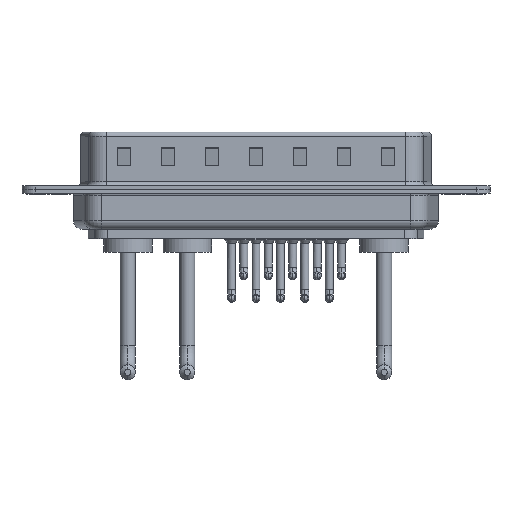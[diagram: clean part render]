
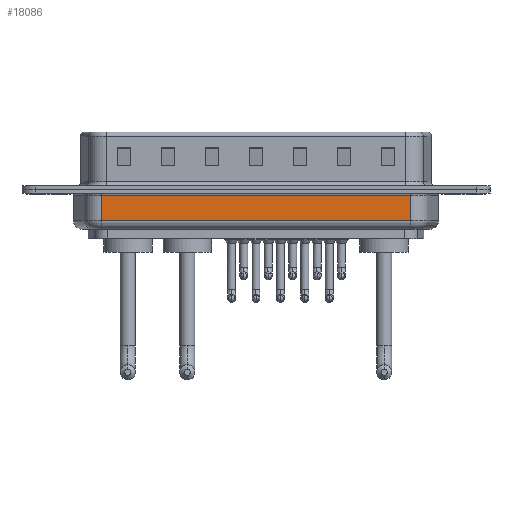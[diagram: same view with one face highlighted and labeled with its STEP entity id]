
A CAD part, front view. The second image highlights one B-rep face of the part: STEP entity #18086.
In plain terms, the highlighted planar face has unit normal (0, -1, 0).
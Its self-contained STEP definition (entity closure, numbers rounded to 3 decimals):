
#297 = DIRECTION ( 'NONE',  ( 0., 0., 1. ) ) ;
#796 = VECTOR ( 'NONE', #297, 1000. ) ;
#1299 = CARTESIAN_POINT ( 'NONE',  ( 6.006, -5.35, -3.5 ) ) ;
#3048 = EDGE_CURVE ( 'NONE', #6484, #19624, #11575, .T. ) ;
#3565 = CARTESIAN_POINT ( 'NONE',  ( 6.006, -5.35, -0.65 ) ) ;
#4132 = CARTESIAN_POINT ( 'NONE',  ( 6.006, -5.35, -4.5 ) ) ;
#4331 = VERTEX_POINT ( 'NONE', #15140 ) ;
#6484 = VERTEX_POINT ( 'NONE', #19226 ) ;
#7290 = EDGE_LOOP ( 'NONE', ( #20360, #14809, #16427, #18804 ) ) ;
#7417 = DIRECTION ( 'NONE',  ( 0., 1., 0. ) ) ;
#7473 = CARTESIAN_POINT ( 'NONE',  ( 6.006, -5.35, -3.5 ) ) ;
#7949 = LINE ( 'NONE', #14871, #796 ) ;
#9844 = VERTEX_POINT ( 'NONE', #1299 ) ;
#10753 = DIRECTION ( 'NONE',  ( 1., 0., 0. ) ) ;
#11391 = VECTOR ( 'NONE', #21326, 1000. ) ;
#11575 = LINE ( 'NONE', #3565, #12181 ) ;
#12181 = VECTOR ( 'NONE', #18288, 1000. ) ;
#13275 = EDGE_CURVE ( 'NONE', #9844, #19624, #7949, .T. ) ;
#13901 = FACE_OUTER_BOUND ( 'NONE', #7290, .T. ) ;
#14809 = ORIENTED_EDGE ( 'NONE', *, *, #17266, .T. ) ;
#14871 = CARTESIAN_POINT ( 'NONE',  ( 6.006, -5.35, -4.5 ) ) ;
#15140 = CARTESIAN_POINT ( 'NONE',  ( 41.044, -5.35, -3.5 ) ) ;
#15308 = LINE ( 'NONE', #7473, #17757 ) ;
#15547 = DIRECTION ( 'NONE',  ( 0., 0., 1. ) ) ;
#15764 = PLANE ( 'NONE',  #18840 ) ;
#15805 = CARTESIAN_POINT ( 'NONE',  ( 6.006, -5.35, -0.65 ) ) ;
#16096 = EDGE_CURVE ( 'NONE', #4331, #6484, #21544, .T. ) ;
#16427 = ORIENTED_EDGE ( 'NONE', *, *, #16096, .T. ) ;
#17266 = EDGE_CURVE ( 'NONE', #9844, #4331, #15308, .T. ) ;
#17757 = VECTOR ( 'NONE', #10753, 1000. ) ;
#18002 = CARTESIAN_POINT ( 'NONE',  ( 41.044, -5.35, -4.5 ) ) ;
#18086 = ADVANCED_FACE ( 'NONE', ( #13901 ), #15764, .F. ) ;
#18288 = DIRECTION ( 'NONE',  ( -1., 0., 0. ) ) ;
#18804 = ORIENTED_EDGE ( 'NONE', *, *, #3048, .T. ) ;
#18840 = AXIS2_PLACEMENT_3D ( 'NONE', #4132, #7417, #15547 ) ;
#19226 = CARTESIAN_POINT ( 'NONE',  ( 41.044, -5.35, -0.65 ) ) ;
#19624 = VERTEX_POINT ( 'NONE', #15805 ) ;
#20360 = ORIENTED_EDGE ( 'NONE', *, *, #13275, .F. ) ;
#21326 = DIRECTION ( 'NONE',  ( 0., 0., 1. ) ) ;
#21544 = LINE ( 'NONE', #18002, #11391 ) ;
